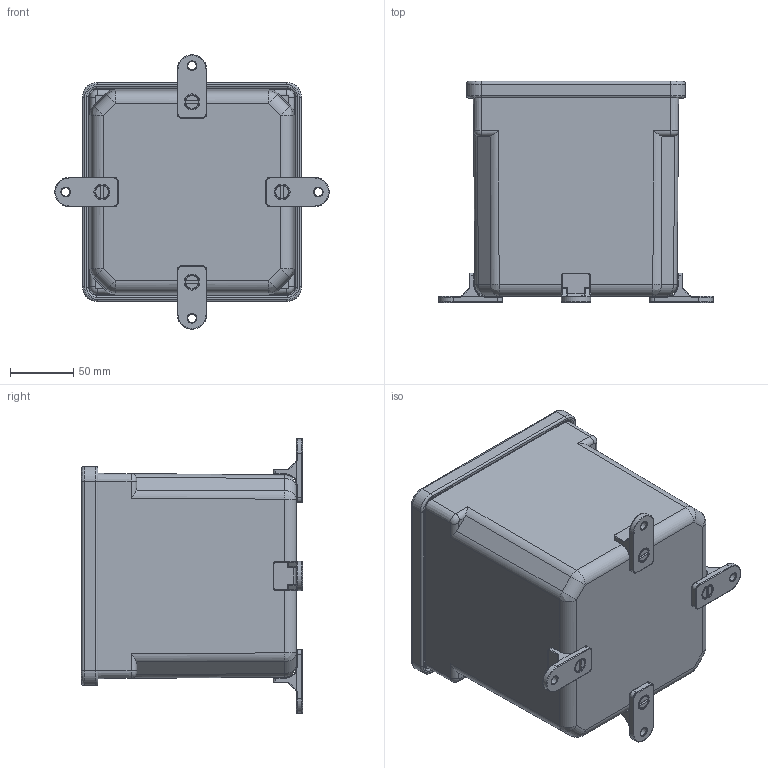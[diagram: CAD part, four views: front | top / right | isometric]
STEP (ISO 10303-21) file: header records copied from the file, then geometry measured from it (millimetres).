
FILE_DESCRIPTION (( 'STEP AP214' ), '1' );
FILE_NAME ('J666PVC.STEP', '2019-07-09T21:52:38', ( '' ), ( '' ), 'SwSTEP 2.0', 'SolidWorks 2018', '' );
FILE_SCHEMA (( 'AUTOMOTIVE_DESIGN' ));
Length unit declared in the file: inch
Products named in the file (1): J666PVC
Bounding box: 216.41 x 174.35 x 216.41 mm (x, y, z)
Volume: 828033.7 mm3; surface area: 348211 mm2
Topology: 23 solids, 23 shells, 1189 faces, 2784 edges, 1650 vertices
Faces by surface type: plane 479, cylinder 361, bspline 296, cone 49, torus 4
Full cylindrical faces by diameter (mm): 3.302 x4, 3.556 x4, 4.445 x4, 4.5 x4, 4.762 x2, 4.763 x2, 5.08 x12, 5.664 x4, 5.7 x4, 6.35 x4, 7 x4, 8.255 x4, 8.509 x4, 9 x4, 9.398 x4, 10.319 x1
Entity records: 49966 total; most frequent: CARTESIAN_POINT 25706, ORIENTED_EDGE 5208, DIRECTION 4196, EDGE_CURVE 2604, VERTEX_POINT 1616, AXIS2_PLACEMENT_3D 1474, EDGE_LOOP 1394, FACE_OUTER_BOUND 1282
